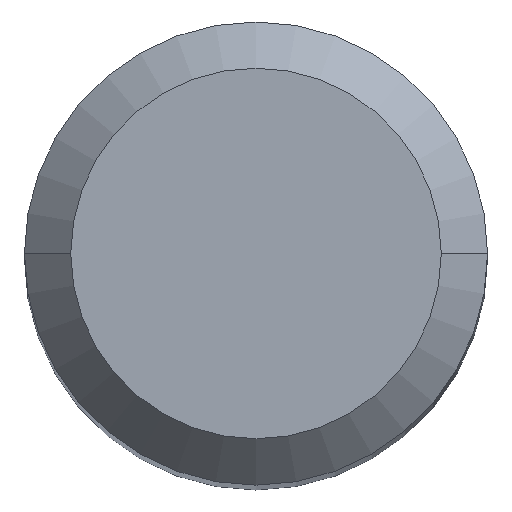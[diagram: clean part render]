
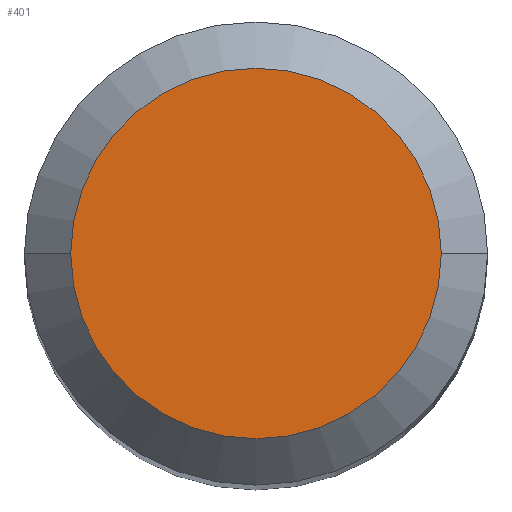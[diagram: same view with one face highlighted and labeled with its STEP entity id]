
A CAD part, top view. The second image highlights one B-rep face of the part: STEP entity #401.
In plain terms, the highlighted planar face has unit normal (0, 0, 1).
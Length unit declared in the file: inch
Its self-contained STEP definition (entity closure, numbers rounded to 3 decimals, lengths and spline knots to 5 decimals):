
#1 = CIRCLE ( 'NONE', #403, 0.09448 ) ;
#13 = ORIENTED_EDGE ( 'NONE', *, *, #106, .T. ) ;
#50 = VERTEX_POINT ( 'NONE', #295 ) ;
#86 = EDGE_CURVE ( 'NONE', #50, #207, #94, .T. ) ;
#94 = CIRCLE ( 'NONE', #179, 0.09448 ) ;
#98 = DIRECTION ( 'NONE',  ( 0., 0., -1. ) ) ;
#105 = ORIENTED_EDGE ( 'NONE', *, *, #86, .T. ) ;
#106 = EDGE_CURVE ( 'NONE', #207, #50, #1, .T. ) ;
#132 = FACE_OUTER_BOUND ( 'NONE', #251, .T. ) ;
#135 = PLANE ( 'NONE',  #230 ) ;
#179 = AXIS2_PLACEMENT_3D ( 'NONE', #380, #419, #232 ) ;
#207 = VERTEX_POINT ( 'NONE', #379 ) ;
#230 = AXIS2_PLACEMENT_3D ( 'NONE', #368, #98, #256 ) ;
#232 = DIRECTION ( 'NONE',  ( 1., 0., 0. ) ) ;
#251 = EDGE_LOOP ( 'NONE', ( #105, #13 ) ) ;
#256 = DIRECTION ( 'NONE',  ( -1., 0., 0. ) ) ;
#295 = CARTESIAN_POINT ( 'NONE',  ( -0.09448, 0., 0. ) ) ;
#342 = DIRECTION ( 'NONE',  ( 0., 0., 1. ) ) ;
#368 = CARTESIAN_POINT ( 'NONE',  ( 0., 0., 0. ) ) ;
#379 = CARTESIAN_POINT ( 'NONE',  ( 0.09448, 0., 0. ) ) ;
#380 = CARTESIAN_POINT ( 'NONE',  ( 0., 0., 0. ) ) ;
#401 = ADVANCED_FACE ( 'NONE', ( #132 ), #135, .F. ) ;
#403 = AXIS2_PLACEMENT_3D ( 'NONE', #453, #342, #456 ) ;
#419 = DIRECTION ( 'NONE',  ( 0., 0., 1. ) ) ;
#453 = CARTESIAN_POINT ( 'NONE',  ( 0., 0., 0. ) ) ;
#456 = DIRECTION ( 'NONE',  ( 1., 0., 0. ) ) ;
